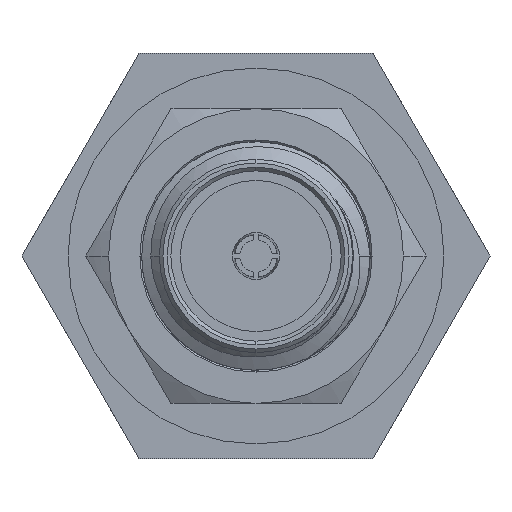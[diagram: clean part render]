
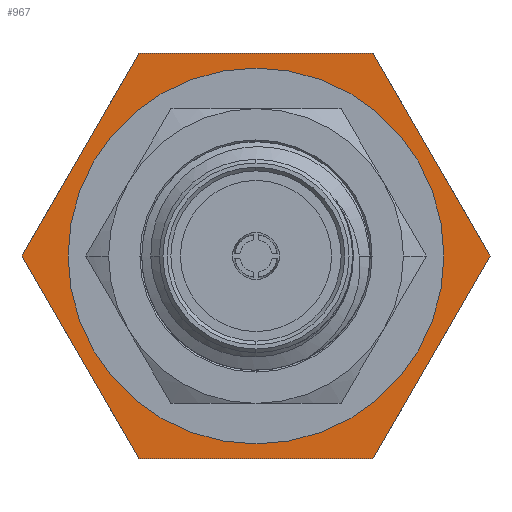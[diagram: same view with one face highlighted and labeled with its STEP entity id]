
A CAD part, left-side view. The second image highlights one B-rep face of the part: STEP entity #967.
In plain terms, the highlighted planar face has unit normal (-1, 0, 0).
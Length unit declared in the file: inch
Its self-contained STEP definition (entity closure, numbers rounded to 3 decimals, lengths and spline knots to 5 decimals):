
#22 = VECTOR ( 'NONE', #5142, 39.37008 ) ;
#103 = CARTESIAN_POINT ( 'NONE',  ( 0.43307, 0., 0. ) ) ;
#441 = VERTEX_POINT ( 'NONE', #5067 ) ;
#521 = DIRECTION ( 'NONE',  ( -1., 0., 0. ) ) ;
#531 = CARTESIAN_POINT ( 'NONE',  ( 0.43307, 0.12502, -0.21654 ) ) ;
#700 = LINE ( 'NONE', #6829, #2326 ) ;
#709 = ORIENTED_EDGE ( 'NONE', *, *, #8888, .F. ) ;
#805 = VERTEX_POINT ( 'NONE', #7600 ) ;
#967 = ADVANCED_FACE ( 'NONE', ( #8411, #7222 ), #4992, .T. ) ;
#1003 = CARTESIAN_POINT ( 'NONE',  ( 0.43307, 0., 0. ) ) ;
#1013 = EDGE_CURVE ( 'NONE', #805, #2650, #5031, .T. ) ;
#1181 = DIRECTION ( 'NONE',  ( 0., 1., 0. ) ) ;
#1287 = ORIENTED_EDGE ( 'NONE', *, *, #3131, .F. ) ;
#1383 = ORIENTED_EDGE ( 'NONE', *, *, #3347, .F. ) ;
#1440 = CARTESIAN_POINT ( 'NONE',  ( 0.43307, 0.12502, 0.21654 ) ) ;
#1660 = CARTESIAN_POINT ( 'NONE',  ( 0.43307, -0.18504, 0. ) ) ;
#1826 = CIRCLE ( 'NONE', #4006, 0.18504 ) ;
#1845 = LINE ( 'NONE', #1937, #5793 ) ;
#1857 = ORIENTED_EDGE ( 'NONE', *, *, #8419, .F. ) ;
#1937 = CARTESIAN_POINT ( 'NONE',  ( 0.43307, -0.25003, 0. ) ) ;
#2039 = CARTESIAN_POINT ( 'NONE',  ( 0.43307, -0.12502, 0.21654 ) ) ;
#2085 = VECTOR ( 'NONE', #1181, 39.37008 ) ;
#2164 = EDGE_CURVE ( 'NONE', #6606, #4989, #1845, .T. ) ;
#2326 = VECTOR ( 'NONE', #4817, 39.37008 ) ;
#2388 = CARTESIAN_POINT ( 'NONE',  ( 0.43307, -0.12502, 0.21654 ) ) ;
#2650 = VERTEX_POINT ( 'NONE', #1440 ) ;
#2738 = CARTESIAN_POINT ( 'NONE',  ( 0.43307, -0.12502, -0.21654 ) ) ;
#2804 = VERTEX_POINT ( 'NONE', #531 ) ;
#3022 = ORIENTED_EDGE ( 'NONE', *, *, #2164, .F. ) ;
#3110 = EDGE_LOOP ( 'NONE', ( #1287, #709, #3022, #4943, #1383, #6165 ) ) ;
#3131 = EDGE_CURVE ( 'NONE', #2804, #805, #7158, .T. ) ;
#3148 = ORIENTED_EDGE ( 'NONE', *, *, #5910, .F. ) ;
#3347 = EDGE_CURVE ( 'NONE', #2650, #6994, #700, .T. ) ;
#3381 = AXIS2_PLACEMENT_3D ( 'NONE', #103, #521, #4547 ) ;
#3515 = VECTOR ( 'NONE', #8498, 39.37008 ) ;
#3609 = EDGE_LOOP ( 'NONE', ( #3148, #1857 ) ) ;
#3864 = CARTESIAN_POINT ( 'NONE',  ( 0.43307, -0.12502, -0.21654 ) ) ;
#3873 = CARTESIAN_POINT ( 'NONE',  ( 0.43307, 0.12502, -0.21654 ) ) ;
#4002 = EDGE_CURVE ( 'NONE', #6994, #6606, #8570, .T. ) ;
#4006 = AXIS2_PLACEMENT_3D ( 'NONE', #6551, #5130, #8003 ) ;
#4371 = CARTESIAN_POINT ( 'NONE',  ( 0.43307, -0.25003, 0. ) ) ;
#4547 = DIRECTION ( 'NONE',  ( 0., 1., 0. ) ) ;
#4817 = DIRECTION ( 'NONE',  ( 0., -1., 0. ) ) ;
#4943 = ORIENTED_EDGE ( 'NONE', *, *, #4002, .F. ) ;
#4989 = VERTEX_POINT ( 'NONE', #2738 ) ;
#4992 = PLANE ( 'NONE',  #7962 ) ;
#5031 = LINE ( 'NONE', #7780, #3515 ) ;
#5067 = CARTESIAN_POINT ( 'NONE',  ( 0.43307, 0.18504, 0. ) ) ;
#5130 = DIRECTION ( 'NONE',  ( -1., 0., 0. ) ) ;
#5142 = DIRECTION ( 'NONE',  ( 0., -0.5, -0.866 ) ) ;
#5218 = DIRECTION ( 'NONE',  ( 0., 0.5, 0.866 ) ) ;
#5793 = VECTOR ( 'NONE', #6614, 39.37008 ) ;
#5910 = EDGE_CURVE ( 'NONE', #7067, #441, #1826, .T. ) ;
#6165 = ORIENTED_EDGE ( 'NONE', *, *, #1013, .F. ) ;
#6201 = VECTOR ( 'NONE', #5218, 39.37008 ) ;
#6412 = DIRECTION ( 'NONE',  ( -1., 0., 0. ) ) ;
#6551 = CARTESIAN_POINT ( 'NONE',  ( 0.43307, 0., 0. ) ) ;
#6606 = VERTEX_POINT ( 'NONE', #4371 ) ;
#6614 = DIRECTION ( 'NONE',  ( 0., 0.5, -0.866 ) ) ;
#6829 = CARTESIAN_POINT ( 'NONE',  ( 0.43307, 0.12502, 0.21654 ) ) ;
#6994 = VERTEX_POINT ( 'NONE', #2039 ) ;
#7067 = VERTEX_POINT ( 'NONE', #1660 ) ;
#7140 = DIRECTION ( 'NONE',  ( 0., 0., 1. ) ) ;
#7158 = LINE ( 'NONE', #3873, #6201 ) ;
#7222 = FACE_OUTER_BOUND ( 'NONE', #3110, .T. ) ;
#7600 = CARTESIAN_POINT ( 'NONE',  ( 0.43307, 0.25003, 0. ) ) ;
#7780 = CARTESIAN_POINT ( 'NONE',  ( 0.43307, 0.25003, 0. ) ) ;
#7916 = LINE ( 'NONE', #3864, #2085 ) ;
#7962 = AXIS2_PLACEMENT_3D ( 'NONE', #1003, #6412, #7140 ) ;
#8003 = DIRECTION ( 'NONE',  ( 0., -1., 0. ) ) ;
#8115 = CIRCLE ( 'NONE', #3381, 0.18504 ) ;
#8411 = FACE_BOUND ( 'NONE', #3609, .T. ) ;
#8419 = EDGE_CURVE ( 'NONE', #441, #7067, #8115, .T. ) ;
#8498 = DIRECTION ( 'NONE',  ( 0., -0.5, 0.866 ) ) ;
#8570 = LINE ( 'NONE', #2388, #22 ) ;
#8888 = EDGE_CURVE ( 'NONE', #4989, #2804, #7916, .T. ) ;
